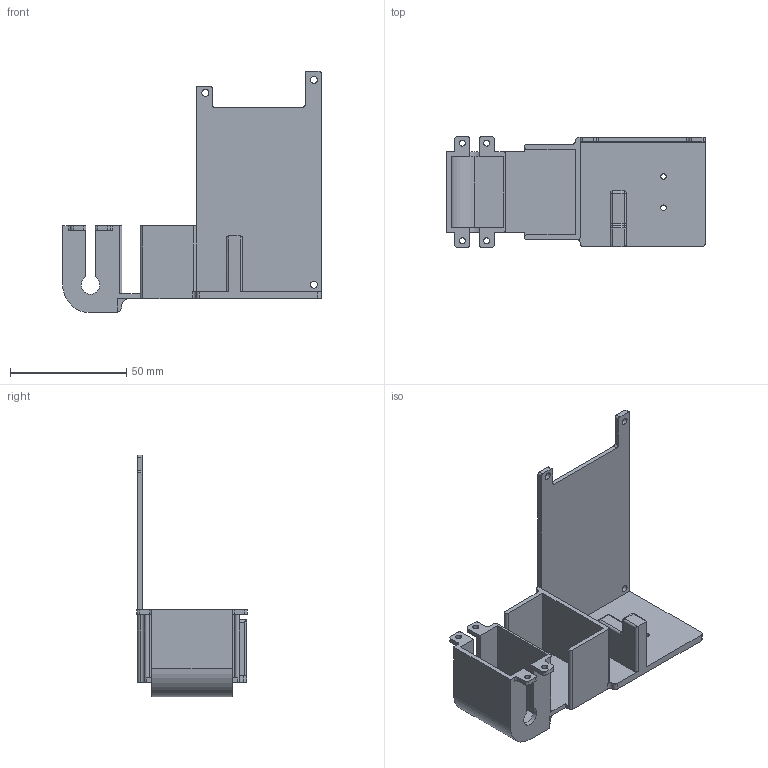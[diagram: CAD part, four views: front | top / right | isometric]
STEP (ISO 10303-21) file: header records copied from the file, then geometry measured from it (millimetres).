
FILE_DESCRIPTION(/* description */ ('STEP AP214'),/* implementation_level */ '2;1');
FILE_NAME(/* name */ '611a9a7a70fe7b13f3074799',/* time_stamp */ '2021-08-16T17:03:55+00:00',/* author */ (''),/* organization */ (''),/* preprocessor_version */ 'ST-DEVELOPER v18.1',/* originating_system */ ' ',/* authorisation */ ' ');
FILE_SCHEMA (('AUTOMOTIVE_DESIGN {1 0 10303 214 3 1 1}'));
Length unit declared in the file: metre
Products named in the file (1): Part 1
Bounding box: 111.5 x 47.6 x 104.1 mm (x, y, z)
Volume: 35234.1 mm3; surface area: 33412.5 mm2
Topology: 1 solids, 1 shells, 123 faces, 356 edges, 231 vertices
Faces by surface type: plane 60, cylinder 57, sphere 4, torus 2
Full cylindrical faces by diameter (mm): 2.4 x2, 2.6 x4, 3 x4
Entity records: 3984 total; most frequent: DIRECTION 700, CARTESIAN_POINT 681, ORIENTED_EDGE 668, EDGE_CURVE 334, AXIS2_PLACEMENT_3D 242, VERTEX_POINT 223, LINE 216, VECTOR 216
